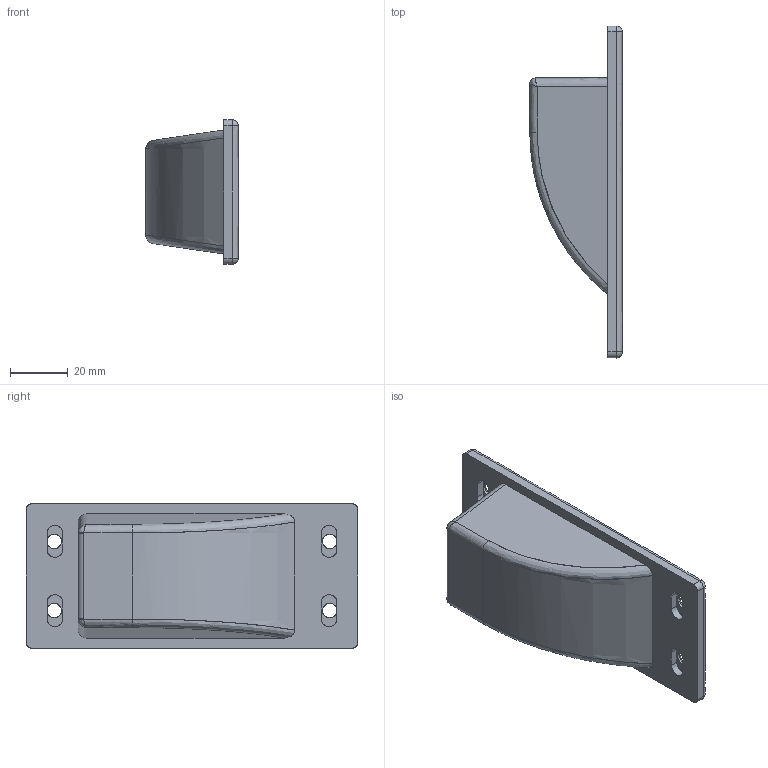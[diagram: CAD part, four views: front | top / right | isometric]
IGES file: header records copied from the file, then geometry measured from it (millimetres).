
Start section: SolidWorks IGES file using analytic representation for surfaces
Global section: file name: FA-840S-1.IGS; native system: SolidWorks 2014; preprocessor: SolidWorks 2014; author: 1337yo; date: 160727.100024; units: millimetre
Bounding box: 32 x 115 x 50 mm (x, y, z)
Surface area: 24454.5 mm2 (no closed solid volume)
Topology: 0 solids, 0 shells, 139 faces, 1671 edges, 1666 vertices
Faces by surface type: revolution 75, bspline 64
